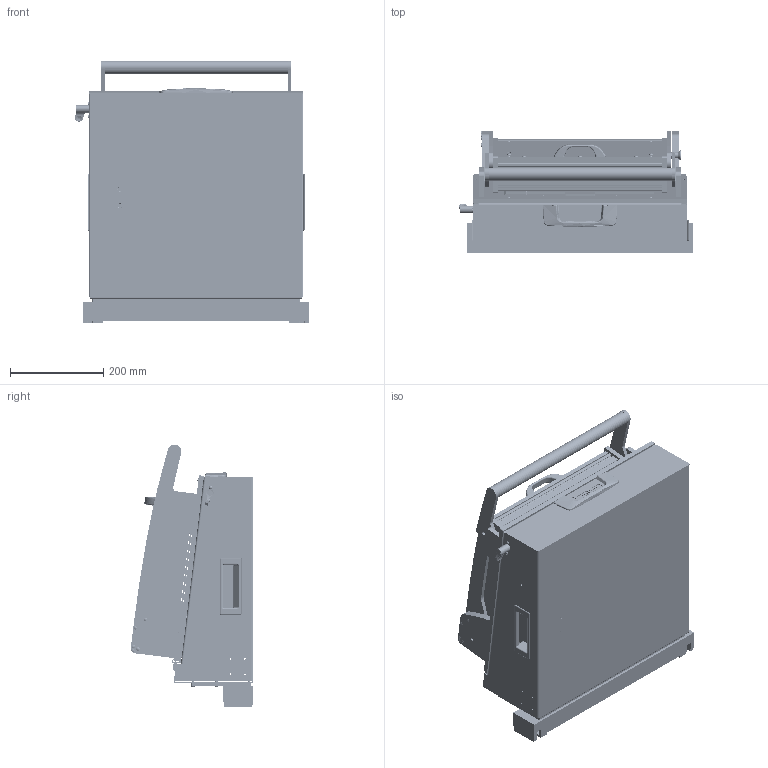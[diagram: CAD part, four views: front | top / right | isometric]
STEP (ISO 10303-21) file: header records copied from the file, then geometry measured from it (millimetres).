
FILE_DESCRIPTION (( 'STEP AP214' ), '1' );
FILE_NAME ('INGUN_51865.STEP', '2023-04-05T13:11:53', ( '' ), ( '' ), 'SwSTEP 2.0', 'SolidWorks 2021', '' );
FILE_SCHEMA (( 'AUTOMOTIVE_DESIGN' ));
Length unit declared in the file: millimetre
Products named in the file (126): 114566~0_S; 48509~2_S; Gewindebuchse~n_M04-09,5 offen; 30758_02~0_S; 45714~2_S; 45905~4_ICT Stellung (kontaktiert) <S>; 30758_01~0_S; K_02038~0; 46009~5_S; 112086~2_S; DIN7991~n_M03,0x012; ISO7380~n_M04,0x016; DIN7991~n_M05,0x016; 38786~1; DIN912~n_M04,0x016; 110443~0_S; ISO7380~n_M03,0x006; 3381~0; 53032~0_S; 2281~0; DIN985-A2~n_M04,0; 114031~0_S; 35714~3_S; ISO7380~n_M04,0x008; 114032~0_S; 21332_02~0; 39893~3_KUNDE<S>; DIN125~n_04,3 M04,0; 110231~1_S; 113165~0_S; 53839~0_mit Lehre gebohrt<S>; 2196~6; 46869~0_S; DIN7991~n_M05,0x020; 45716~1_S; 114903~0_ohne GF<S>; 39891~3_KUNDE<S>; 45545~0_S; 48522~6_KUNDE<S>; 48517~5_S ...
Assembly tree (276 placements, depth 6):
  INGUN_51865
    114903~0_ohne GF<S>
      32172~8
      30758~0_S  x2
        30758_01~0_S
        30758_02~0_S
        38564~0
      20902~0
      21332~0_MA 2112<Standard>
        21332_02~0
        21332_01~0
      53032~0_S
      32171~0_S
      32462~0_S
      29805~4_geschlossen<S>
        110322~4_S
        110705~2_S
        30984~0_S
        110231~1_S
        110443~0_S
        30112~0
        ISO7380~n_M05,0x030
        ISO7380~n_M04,0x008  x2
        DIN914~n_M04,0x05
      35334~0_S
      DIN7991~n_M05,0x016
      DIN7991~n_M05,0x012  x2
      DIN985-A2~n_M04,0  x3
      8804~0
      DIN125~n_04,3 M04,0  x2
    48522~6_KUNDE<S>
      48517~5_S
        35648~17
        48512~0_S
        35662~11_S
        35663~9_S
        48509~2_S
        2281~0_180ø<Standard>  x2
          2281~0
        112064~0_S  x2
        53031~0_S
        114566~0_S  x2
          112087~1_S
            111995~1_S
            112086~2_S
            DIN125~n_05,3 M05,0 Fase
          49317~0
          DIN912~n_M04,0x016
          DIN125~n_04,3 M04,0
          DIN125~n_06,4 M06,0 Fase
        DIN7991~n_M05,0x016  x10
        DIN125~n_05,3 M05,0 Fase  x4
        DIN934~n_M05,0  x4
        DIN7991~n_M05,0x020  x6
        DIN6325~n_06,0m6x012  x2
        DIN6325~n_04,0m6x014  x2
      48519~6_KUNDE<S>
        53836~2_KUNDE<S>
        53837~3_KUNDE<S>
        34328~1_S  x2
Bounding box: 501.2 x 262.15 x 562.67 mm (x, y, z)
Volume: 8003082.6 mm3; surface area: 3397138.6 mm2
Topology: 285 solids, 285 shells, 7980 faces, 19756 edges, 12583 vertices
Faces by surface type: cylinder 3317, plane 3069, cone 1041, bspline 297, torus 158, sphere 98
Entity records: 155926 total; most frequent: CARTESIAN_POINT 41803, DIRECTION 22835, ORIENTED_EDGE 21148, EDGE_CURVE 10574, AXIS2_PLACEMENT_3D 8639, VERTEX_POINT 6820, LINE 5557, VECTOR 5557
